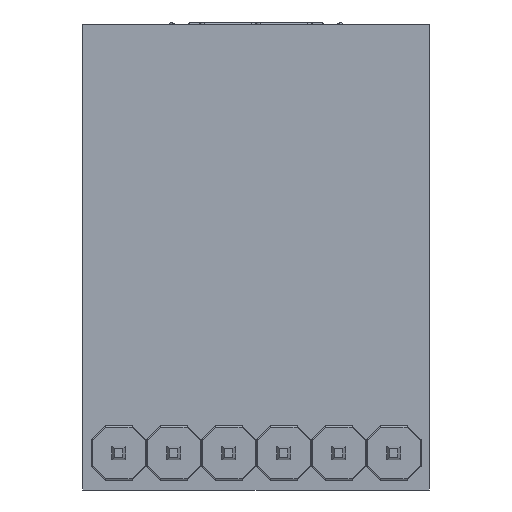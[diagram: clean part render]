
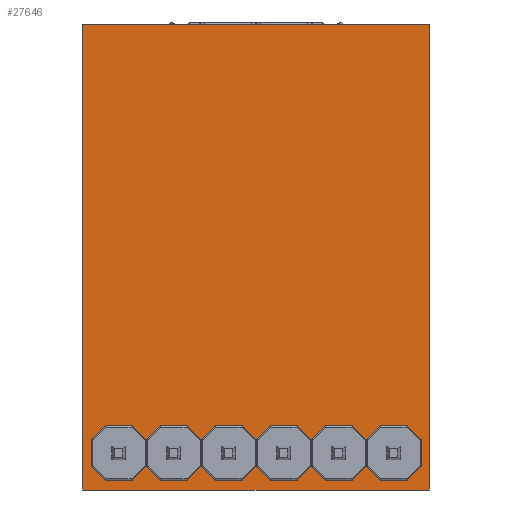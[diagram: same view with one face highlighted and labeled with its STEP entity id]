
A CAD part, front view. The second image highlights one B-rep face of the part: STEP entity #27646.
In plain terms, the highlighted planar face has unit normal (0, -1, 0).
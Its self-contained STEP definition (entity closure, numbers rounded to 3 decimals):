
#347=CIRCLE('',#29321,0.5);
#348=CIRCLE('',#29322,0.5);
#349=CIRCLE('',#29323,0.5);
#350=CIRCLE('',#29324,0.5);
#351=CIRCLE('',#29325,0.5);
#352=CIRCLE('',#29326,0.5);
#842=FACE_BOUND('',#2975,.T.);
#843=FACE_BOUND('',#2976,.T.);
#844=FACE_BOUND('',#2977,.T.);
#845=FACE_BOUND('',#2978,.T.);
#846=FACE_BOUND('',#2979,.T.);
#847=FACE_BOUND('',#2980,.T.);
#1474=FACE_OUTER_BOUND('',#2974,.T.);
#2974=EDGE_LOOP('',(#17536,#17537,#17538,#17539));
#2975=EDGE_LOOP('',(#17540));
#2976=EDGE_LOOP('',(#17541));
#2977=EDGE_LOOP('',(#17542));
#2978=EDGE_LOOP('',(#17543));
#2979=EDGE_LOOP('',(#17544));
#2980=EDGE_LOOP('',(#17545));
#4597=LINE('',#39063,#7675);
#4601=LINE('',#39070,#7679);
#4604=LINE('',#39076,#7682);
#4606=LINE('',#39079,#7684);
#7675=VECTOR('',#31758,21.5);
#7679=VECTOR('',#31764,16.);
#7682=VECTOR('',#31769,21.5);
#7684=VECTOR('',#31773,16.);
#10733=VERTEX_POINT('',#39060);
#10734=VERTEX_POINT('',#39062);
#10736=VERTEX_POINT('',#39068);
#10738=VERTEX_POINT('',#39074);
#10739=VERTEX_POINT('',#39081);
#10740=VERTEX_POINT('',#39083);
#10741=VERTEX_POINT('',#39085);
#10742=VERTEX_POINT('',#39087);
#10743=VERTEX_POINT('',#39089);
#10744=VERTEX_POINT('',#39091);
#13434=EDGE_CURVE('',#10733,#10734,#4597,.T.);
#13438=EDGE_CURVE('',#10736,#10733,#4601,.T.);
#13441=EDGE_CURVE('',#10738,#10736,#4604,.T.);
#13443=EDGE_CURVE('',#10734,#10738,#4606,.T.);
#13444=EDGE_CURVE('',#10739,#10739,#347,.F.);
#13445=EDGE_CURVE('',#10740,#10740,#348,.F.);
#13446=EDGE_CURVE('',#10741,#10741,#349,.F.);
#13447=EDGE_CURVE('',#10742,#10742,#350,.F.);
#13448=EDGE_CURVE('',#10743,#10743,#351,.F.);
#13449=EDGE_CURVE('',#10744,#10744,#352,.F.);
#17536=ORIENTED_EDGE('',*,*,#13434,.F.);
#17537=ORIENTED_EDGE('',*,*,#13438,.F.);
#17538=ORIENTED_EDGE('',*,*,#13441,.F.);
#17539=ORIENTED_EDGE('',*,*,#13443,.F.);
#17540=ORIENTED_EDGE('',*,*,#13444,.T.);
#17541=ORIENTED_EDGE('',*,*,#13445,.T.);
#17542=ORIENTED_EDGE('',*,*,#13446,.T.);
#17543=ORIENTED_EDGE('',*,*,#13447,.T.);
#17544=ORIENTED_EDGE('',*,*,#13448,.T.);
#17545=ORIENTED_EDGE('',*,*,#13449,.T.);
#24890=PLANE('',#29320);
#27646=ADVANCED_FACE('',(#1474,#842,#843,#844,#845,#846,#847),#24890,.T.);
#29320=AXIS2_PLACEMENT_3D('',#39080,#31774,#31775);
#29321=AXIS2_PLACEMENT_3D('',#39082,#31776,#31777);
#29322=AXIS2_PLACEMENT_3D('',#39084,#31778,#31779);
#29323=AXIS2_PLACEMENT_3D('',#39086,#31780,#31781);
#29324=AXIS2_PLACEMENT_3D('',#39088,#31782,#31783);
#29325=AXIS2_PLACEMENT_3D('',#39090,#31784,#31785);
#29326=AXIS2_PLACEMENT_3D('',#39092,#31786,#31787);
#31758=DIRECTION('',(0.,0.,-1.));
#31764=DIRECTION('',(1.,0.,0.));
#31769=DIRECTION('',(0.,0.,1.));
#31773=DIRECTION('',(-1.,0.,0.));
#31774=DIRECTION('center_axis',(0.,-1.,0.));
#31775=DIRECTION('ref_axis',(0.,0.,-1.));
#31776=DIRECTION('center_axis',(0.,-1.,0.));
#31777=DIRECTION('ref_axis',(0.,0.,-1.));
#31778=DIRECTION('center_axis',(0.,-1.,0.));
#31779=DIRECTION('ref_axis',(0.,0.,-1.));
#31780=DIRECTION('center_axis',(0.,-1.,0.));
#31781=DIRECTION('ref_axis',(0.,0.,-1.));
#31782=DIRECTION('center_axis',(0.,-1.,0.));
#31783=DIRECTION('ref_axis',(0.,0.,-1.));
#31784=DIRECTION('center_axis',(0.,-1.,0.));
#31785=DIRECTION('ref_axis',(0.,0.,-1.));
#31786=DIRECTION('center_axis',(0.,-1.,0.));
#31787=DIRECTION('ref_axis',(0.,0.,-1.));
#39060=CARTESIAN_POINT('',(8.,-1.6,0.));
#39062=CARTESIAN_POINT('',(8.,-1.6,-21.5));
#39063=CARTESIAN_POINT('',(8.,-1.6,0.));
#39068=CARTESIAN_POINT('',(-8.,-1.6,0.));
#39070=CARTESIAN_POINT('',(-8.,-1.6,0.));
#39074=CARTESIAN_POINT('',(-8.,-1.6,-21.5));
#39076=CARTESIAN_POINT('',(-8.,-1.6,-21.5));
#39079=CARTESIAN_POINT('',(8.,-1.6,-21.5));
#39080=CARTESIAN_POINT('Origin',(8.,-1.6,0.));
#39081=CARTESIAN_POINT('',(1.27,-1.6,-20.287));
#39082=CARTESIAN_POINT('Origin',(1.27,-1.6,-19.787));
#39083=CARTESIAN_POINT('',(3.81,-1.6,-20.287));
#39084=CARTESIAN_POINT('Origin',(3.81,-1.6,-19.787));
#39085=CARTESIAN_POINT('',(-6.35,-1.6,-20.287));
#39086=CARTESIAN_POINT('Origin',(-6.35,-1.6,-19.787));
#39087=CARTESIAN_POINT('',(-3.81,-1.6,-20.287));
#39088=CARTESIAN_POINT('Origin',(-3.81,-1.6,-19.787));
#39089=CARTESIAN_POINT('',(-1.27,-1.6,-20.287));
#39090=CARTESIAN_POINT('Origin',(-1.27,-1.6,-19.787));
#39091=CARTESIAN_POINT('',(6.35,-1.6,-20.287));
#39092=CARTESIAN_POINT('Origin',(6.35,-1.6,-19.787));
